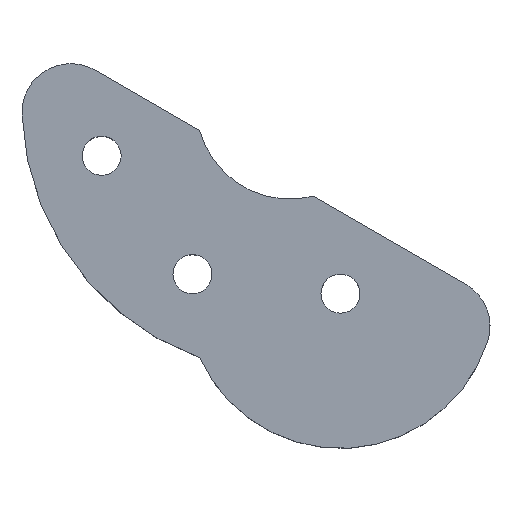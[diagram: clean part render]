
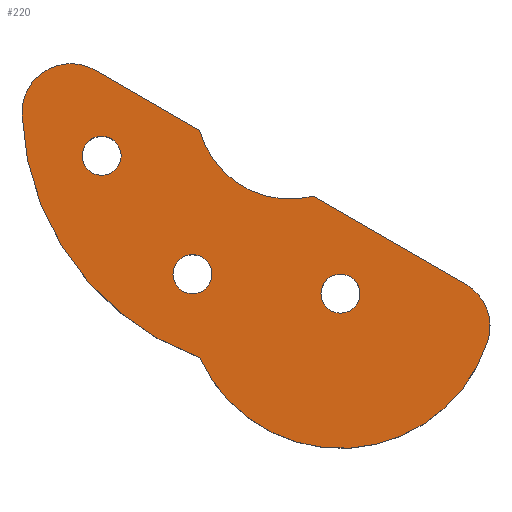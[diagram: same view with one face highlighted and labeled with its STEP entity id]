
A CAD part, top view. The second image highlights one B-rep face of the part: STEP entity #220.
In plain terms, the highlighted planar face has unit normal (0, 0, 1).
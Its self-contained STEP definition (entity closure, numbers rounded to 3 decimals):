
#18=FACE_BOUND('',#44,.T.);
#19=FACE_BOUND('',#45,.T.);
#20=FACE_BOUND('',#46,.T.);
#22=PLANE('',#256);
#28=FACE_OUTER_BOUND('',#43,.T.);
#43=EDGE_LOOP('',(#167,#168,#169,#170,#171,#172,#173));
#44=EDGE_LOOP('',(#174));
#45=EDGE_LOOP('',(#175));
#46=EDGE_LOOP('',(#176));
#60=LINE('',#377,#74);
#61=LINE('',#381,#75);
#74=VECTOR('',#306,10.);
#75=VECTOR('',#309,10.);
#83=CIRCLE('',#244,2.);
#92=CIRCLE('',#255,6.35);
#93=CIRCLE('',#257,3.85);
#94=CIRCLE('',#258,2.);
#95=CIRCLE('',#259,11.);
#96=CIRCLE('',#260,0.8);
#97=CIRCLE('',#261,0.8);
#98=CIRCLE('',#262,0.8);
#99=VERTEX_POINT('',#345);
#100=VERTEX_POINT('',#346);
#111=VERTEX_POINT('',#372);
#112=VERTEX_POINT('',#376);
#113=VERTEX_POINT('',#378);
#114=VERTEX_POINT('',#380);
#115=VERTEX_POINT('',#382);
#116=VERTEX_POINT('',#385);
#117=VERTEX_POINT('',#387);
#118=VERTEX_POINT('',#389);
#119=EDGE_CURVE('',#99,#100,#83,.T.);
#132=EDGE_CURVE('',#111,#100,#92,.T.);
#134=EDGE_CURVE('',#99,#112,#60,.T.);
#135=EDGE_CURVE('',#112,#113,#93,.T.);
#136=EDGE_CURVE('',#113,#114,#61,.T.);
#137=EDGE_CURVE('',#115,#114,#94,.T.);
#138=EDGE_CURVE('',#115,#111,#95,.T.);
#139=EDGE_CURVE('',#116,#116,#96,.T.);
#140=EDGE_CURVE('',#117,#117,#97,.T.);
#141=EDGE_CURVE('',#118,#118,#98,.T.);
#167=ORIENTED_EDGE('',*,*,#119,.F.);
#168=ORIENTED_EDGE('',*,*,#134,.T.);
#169=ORIENTED_EDGE('',*,*,#135,.T.);
#170=ORIENTED_EDGE('',*,*,#136,.T.);
#171=ORIENTED_EDGE('',*,*,#137,.F.);
#172=ORIENTED_EDGE('',*,*,#138,.T.);
#173=ORIENTED_EDGE('',*,*,#132,.T.);
#174=ORIENTED_EDGE('',*,*,#139,.T.);
#175=ORIENTED_EDGE('',*,*,#140,.T.);
#176=ORIENTED_EDGE('',*,*,#141,.T.);
#220=ADVANCED_FACE('',(#28,#18,#19,#20),#22,.T.);
#244=AXIS2_PLACEMENT_3D('',#347,#275,#276);
#255=AXIS2_PLACEMENT_3D('',#373,#301,#302);
#256=AXIS2_PLACEMENT_3D('',#375,#304,#305);
#257=AXIS2_PLACEMENT_3D('',#379,#307,#308);
#258=AXIS2_PLACEMENT_3D('',#383,#310,#311);
#259=AXIS2_PLACEMENT_3D('',#384,#312,#313);
#260=AXIS2_PLACEMENT_3D('',#386,#314,#315);
#261=AXIS2_PLACEMENT_3D('',#388,#316,#317);
#262=AXIS2_PLACEMENT_3D('',#390,#318,#319);
#275=DIRECTION('center_axis',(0.,0.,
-1.));
#276=DIRECTION('ref_axis',(0.933,0.359,0.));
#301=DIRECTION('center_axis',(0.,0.,
1.));
#302=DIRECTION('ref_axis',(0.,1.,0.));
#304=DIRECTION('center_axis',(0.,0.,
1.));
#305=DIRECTION('ref_axis',(0.,-1.,0.));
#306=DIRECTION('',(-0.866,0.5,0.));
#307=DIRECTION('center_axis',(0.,0.,
-1.));
#308=DIRECTION('ref_axis',(-0.963,-0.269,0.));
#309=DIRECTION('',(-0.866,0.5,0.));
#310=DIRECTION('center_axis',(0.,0.,
-1.));
#311=DIRECTION('ref_axis',(-0.514,0.858,0.));
#312=DIRECTION('center_axis',(0.,0.,1.));
#313=DIRECTION('ref_axis',(-0.964,0.268,0.));
#314=DIRECTION('center_axis',(0.,0.,
-1.));
#315=DIRECTION('ref_axis',(0.,-1.,0.));
#316=DIRECTION('center_axis',(0.,0.,
-1.));
#317=DIRECTION('ref_axis',(0.,-1.,0.));
#318=DIRECTION('center_axis',(0.,0.,
-1.));
#319=DIRECTION('ref_axis',(0.,-1.,0.));
#345=CARTESIAN_POINT('',(5.138,0.39,3.5));
#346=CARTESIAN_POINT('',(6.04,-1.959,3.5));
#347=CARTESIAN_POINT('Origin',(4.138,-1.342,3.5));
#372=CARTESIAN_POINT('',(-5.781,-2.628,3.5));
#373=CARTESIAN_POINT('Origin',(0.,0.,
3.5));
#375=CARTESIAN_POINT('Origin',(-3.646,3.699,3.5));
#376=CARTESIAN_POINT('',(-1.112,3.999,3.5));
#377=CARTESIAN_POINT('',(5.778,0.02,3.5));
#378=CARTESIAN_POINT('',(-5.779,6.693,3.5));
#379=CARTESIAN_POINT('Origin',(-2.071,7.727,3.5));
#380=CARTESIAN_POINT('',(-10.066,9.168,3.5));
#381=CARTESIAN_POINT('',(-5.779,6.693,3.5));
#382=CARTESIAN_POINT('',(-13.065,7.371,3.5));
#383=CARTESIAN_POINT('Origin',(-11.066,7.436,3.5));
#384=CARTESIAN_POINT('Origin',(-2.071,7.727,3.5));
#385=CARTESIAN_POINT('',(-9.798,6.457,3.5));
#386=CARTESIAN_POINT('Origin',(-9.798,5.657,3.5));
#387=CARTESIAN_POINT('',(-6.071,1.599,3.5));
#388=CARTESIAN_POINT('Origin',(-6.071,0.799,3.5));
#389=CARTESIAN_POINT('',(0.,0.8,3.5));
#390=CARTESIAN_POINT('Origin',(0.,0.,
3.5));
